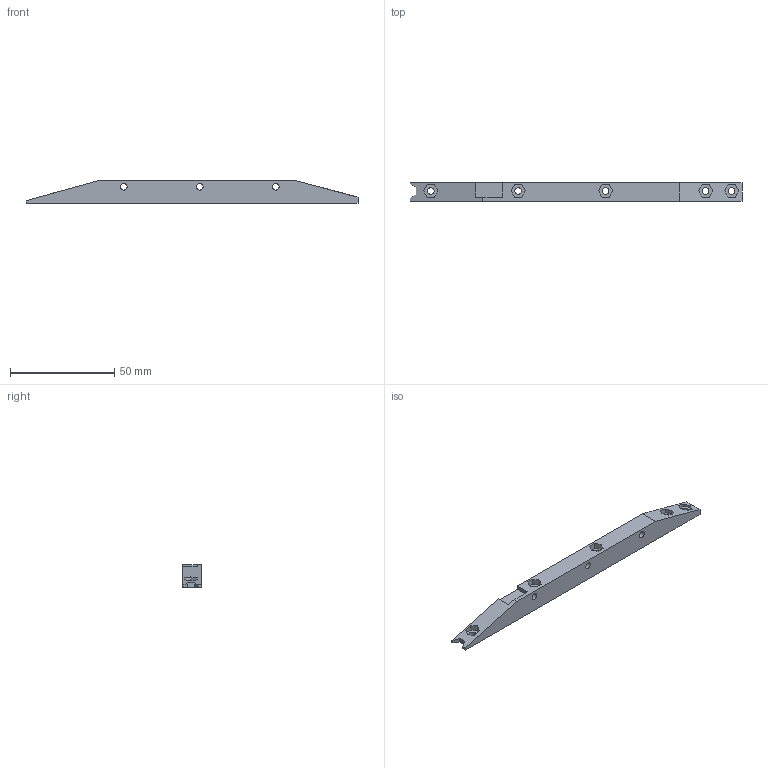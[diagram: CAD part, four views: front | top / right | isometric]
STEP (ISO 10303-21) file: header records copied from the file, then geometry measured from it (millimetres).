
FILE_DESCRIPTION(/* description */ (''),/* implementation_level */ '2;1');
FILE_NAME(/* name */ 'wheel_support_v3_right_narrow_with_line_sensor.stp',/* time_stamp */ '2018-01-17T21:48:32+01:00',/* author */ ('ndz'),/* organization */ (''),/* preprocessor_version */ 'ST-DEVELOPER v16.13',/* originating_system */ 'Autodesk Inventor 2018',/* authorisation */ '');
FILE_SCHEMA (('AUTOMOTIVE_DESIGN { 1 0 10303 214 3 1 1 }'));
Length unit declared in the file: inch
Products named in the file (1): Part3
Bounding box: 159.5 x 9 x 11 mm (x, y, z)
Volume: 12195.4 mm3; surface area: 6517.4 mm2
Topology: 1 solids, 1 shells, 59 faces, 160 edges, 106 vertices
Faces by surface type: plane 51, cylinder 8
Full cylindrical faces by diameter (mm): 3.2 x8
Entity records: 1868 total; most frequent: CARTESIAN_POINT 317, ORIENTED_EDGE 302, DIRECTION 289, EDGE_CURVE 151, LINE 133, VECTOR 133, VERTEX_POINT 106, EDGE_LOOP 89
